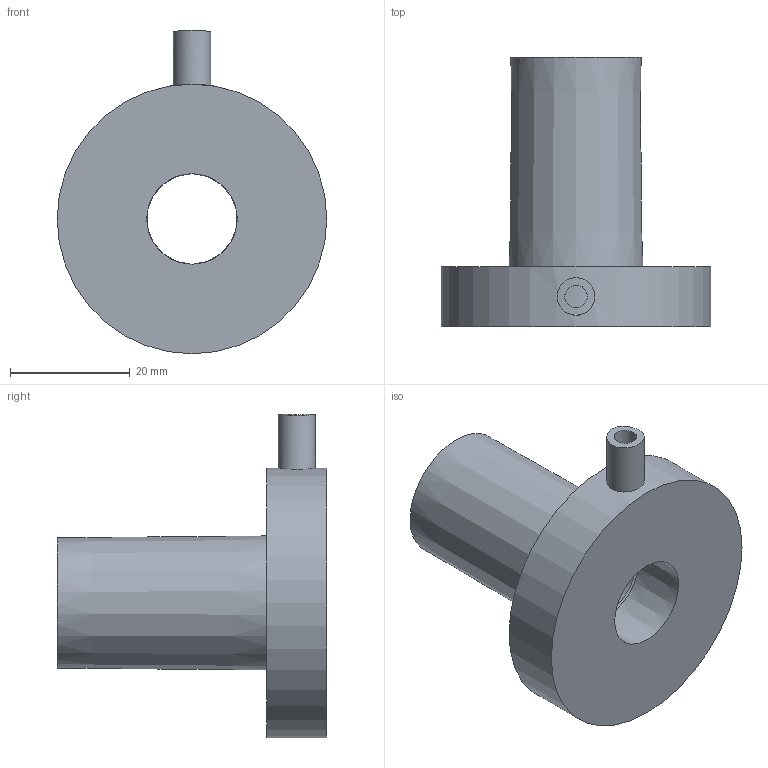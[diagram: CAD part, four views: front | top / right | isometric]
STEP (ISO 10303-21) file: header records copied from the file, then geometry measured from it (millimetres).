
FILE_DESCRIPTION (( 'STEP AP214' ), '1' );
FILE_NAME ('georges_cpap_BQ_SW-2018.STEP', '2020-06-16T18:41:01', ( '' ), ( '' ), 'SwSTEP 2.0', 'SolidWorks 2018', '' );
FILE_SCHEMA (( 'AUTOMOTIVE_DESIGN' ));
Length unit declared in the file: millimetre
Products named in the file (1): georges_cpap_BQ_SW-2018
Bounding box: 45 x 45 x 54 mm (x, y, z)
Volume: 19277 mm3; surface area: 14080.7 mm2
Topology: 1 solids, 1 shells, 347 faces, 1158 edges, 755 vertices
Faces by surface type: plane 274, cylinder 64, cone 5, bspline 4
Full cylindrical faces by diameter (mm): 41 x1, 43 x1, 45 x1
Entity records: 13066 total; most frequent: CARTESIAN_POINT 2847, ORIENTED_EDGE 2274, DIRECTION 2090, EDGE_CURVE 1137, VERTEX_POINT 745, AXIS2_PLACEMENT_3D 714, LINE 662, VECTOR 662
